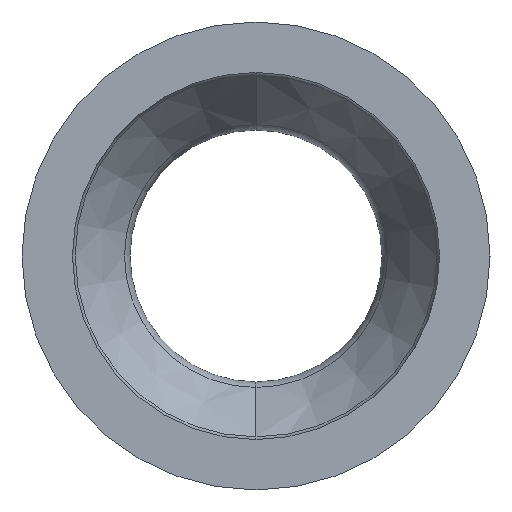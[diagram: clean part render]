
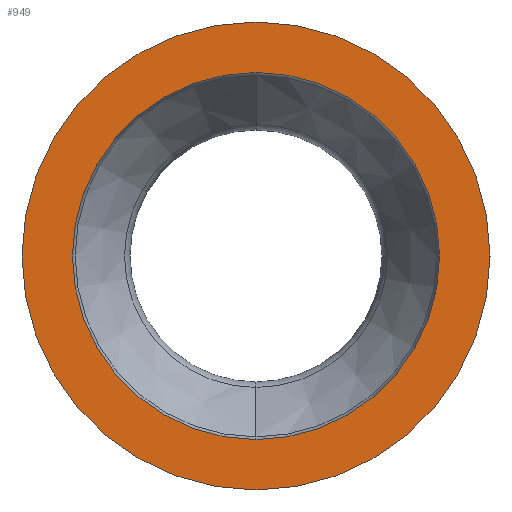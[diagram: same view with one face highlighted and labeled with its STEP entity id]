
A CAD part, left-side view. The second image highlights one B-rep face of the part: STEP entity #949.
In plain terms, the highlighted planar face has unit normal (-1, 0, 0).
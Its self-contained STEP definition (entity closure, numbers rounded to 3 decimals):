
#5 = CIRCLE ( 'NONE', #781, 65. ) ;
#11 = AXIS2_PLACEMENT_3D ( 'NONE', #519, #1177, #613 ) ;
#17 = ORIENTED_EDGE ( 'NONE', *, *, #149, .F. ) ;
#27 = EDGE_LOOP ( 'NONE', ( #952, #926 ) ) ;
#35 = EDGE_LOOP ( 'NONE', ( #17, #822 ) ) ;
#58 = AXIS2_PLACEMENT_3D ( 'NONE', #793, #423, #1076 ) ;
#59 = DIRECTION ( 'NONE',  ( -1., 0., 0. ) ) ;
#61 = EDGE_CURVE ( 'NONE', #791, #408, #5, .T. ) ;
#79 = DIRECTION ( 'NONE',  ( 0., 0., 1. ) ) ;
#96 = CARTESIAN_POINT ( 'NONE',  ( 0., 0., -65. ) ) ;
#149 = EDGE_CURVE ( 'NONE', #664, #339, #433, .T. ) ;
#192 = EDGE_CURVE ( 'NONE', #339, #664, #201, .T. ) ;
#201 = CIRCLE ( 'NONE', #261, 51. ) ;
#234 = CARTESIAN_POINT ( 'NONE',  ( 0., 0., 0. ) ) ;
#261 = AXIS2_PLACEMENT_3D ( 'NONE', #611, #59, #716 ) ;
#330 = DIRECTION ( 'NONE',  ( 0., 0., 1. ) ) ;
#331 = PLANE ( 'NONE',  #58 ) ;
#339 = VERTEX_POINT ( 'NONE', #825 ) ;
#408 = VERTEX_POINT ( 'NONE', #96 ) ;
#413 = FACE_OUTER_BOUND ( 'NONE', #27, .T. ) ;
#423 = DIRECTION ( 'NONE',  ( -1., 0., 0. ) ) ;
#433 = CIRCLE ( 'NONE', #1151, 51. ) ;
#487 = CARTESIAN_POINT ( 'NONE',  ( 0., 0., 65. ) ) ;
#519 = CARTESIAN_POINT ( 'NONE',  ( 0., 0., 0. ) ) ;
#530 = CARTESIAN_POINT ( 'NONE',  ( 0., 0., 51. ) ) ;
#611 = CARTESIAN_POINT ( 'NONE',  ( 0., 0., 0. ) ) ;
#613 = DIRECTION ( 'NONE',  ( 0., 0., 1. ) ) ;
#632 = DIRECTION ( 'NONE',  ( -1., 0., 0. ) ) ;
#664 = VERTEX_POINT ( 'NONE', #530 ) ;
#716 = DIRECTION ( 'NONE',  ( 0., 0., 1. ) ) ;
#781 = AXIS2_PLACEMENT_3D ( 'NONE', #1192, #632, #79 ) ;
#791 = VERTEX_POINT ( 'NONE', #487 ) ;
#793 = CARTESIAN_POINT ( 'NONE',  ( 0., 0., 0. ) ) ;
#804 = FACE_BOUND ( 'NONE', #35, .T. ) ;
#822 = ORIENTED_EDGE ( 'NONE', *, *, #192, .F. ) ;
#825 = CARTESIAN_POINT ( 'NONE',  ( 0., 0., -51. ) ) ;
#883 = DIRECTION ( 'NONE',  ( -1., 0., 0. ) ) ;
#926 = ORIENTED_EDGE ( 'NONE', *, *, #980, .T. ) ;
#949 = ADVANCED_FACE ( 'NONE', ( #413, #804 ), #331, .T. ) ;
#952 = ORIENTED_EDGE ( 'NONE', *, *, #61, .T. ) ;
#980 = EDGE_CURVE ( 'NONE', #408, #791, #1128, .T. ) ;
#1076 = DIRECTION ( 'NONE',  ( 0., 0., 1. ) ) ;
#1128 = CIRCLE ( 'NONE', #11, 65. ) ;
#1151 = AXIS2_PLACEMENT_3D ( 'NONE', #234, #883, #330 ) ;
#1177 = DIRECTION ( 'NONE',  ( -1., 0., 0. ) ) ;
#1192 = CARTESIAN_POINT ( 'NONE',  ( 0., 0., 0. ) ) ;
